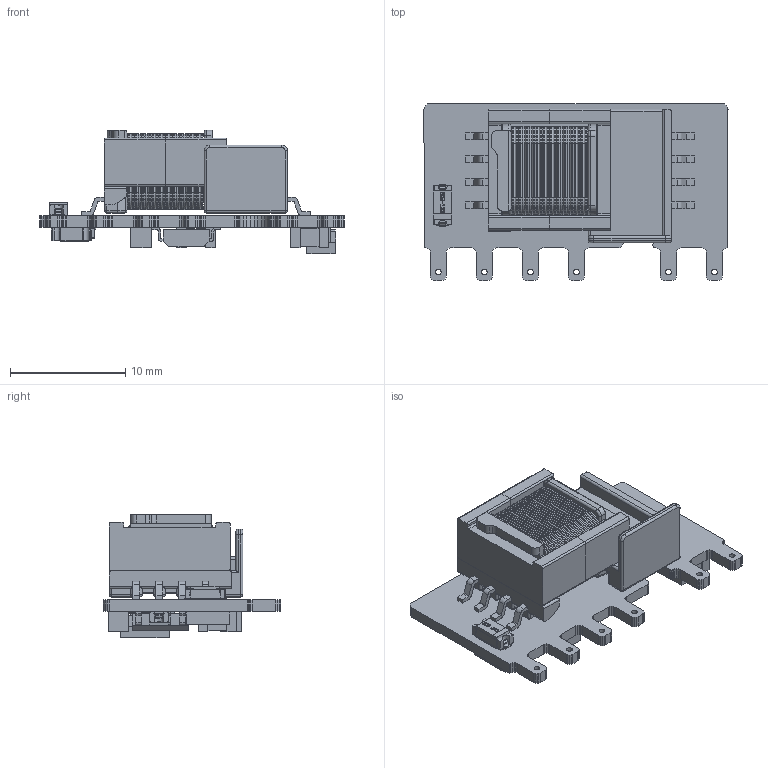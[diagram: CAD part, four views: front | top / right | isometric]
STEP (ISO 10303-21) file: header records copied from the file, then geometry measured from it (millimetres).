
FILE_DESCRIPTION((''),'2;1');
FILE_NAME('LS03-V5-__ASM','2020-06-11T',('eng608'),(''),'PRO/ENGINEER BY PARAMETRIC TECHNOLOGY CORPORATION, 2014000','PRO/ENGINEER BY PARAMETRIC TECHNOLOGY CORPORATION, 2014000','');
FILE_SCHEMA(('CONFIG_CONTROL_DESIGN'));
Products named in the file (51): BOARD; C7_ASM; MANIFOLD_SOLID_BREP_24902; MANIFOLD_SOLID_BREP_25784; MANIFOLD_SOLID_BREP_26666; MANIFOLD_SOLID_BREP_27548; MANIFOLD_SOLID_BREP_28430; MANIFOLD_SOLID_BREP_37140; MANIFOLD_SOLID_BREP_38022; MANIFOLD_SOLID_BREP_38904; MANIFOLD_SOLID_BREP_39786; SO-8_ASM; U1_ASM; C1_ASM; S1206_C; C2_ASM; C3_ASM; C5_ASM; C6_ASM; MANIFOLD_SOLID_BREP_51508; MANIFOLD_SOLID_BREP_52390; MANIFOLD_SOLID_BREP_53272; MANIFOLD_SOLID_BREP_68556; SOD-123_ASM; SMA_SD2010; MIF_SD1575; D1_ASM; A6SF_; D2_ASM; D3_ASM; SRTF1514; D7_ASM; R1_ASM; R2_ASM; R4_ASM; R5_ASM; R6_ASM; R7_ASM; R8_ASM; R11_ASM ...
Assembly tree (78 placements, depth 5):
  LS03-V5-__ASM
    PCB_ASM
      BOARD
      C7_ASM
      U1_ASM
        SO-8_ASM
          MANIFOLD_SOLID_BREP_24902
          MANIFOLD_SOLID_BREP_25784
          MANIFOLD_SOLID_BREP_26666
          MANIFOLD_SOLID_BREP_27548
          MANIFOLD_SOLID_BREP_28430
          MANIFOLD_SOLID_BREP_37140
          MANIFOLD_SOLID_BREP_38022
          MANIFOLD_SOLID_BREP_38904
          MANIFOLD_SOLID_BREP_39786
      C1_ASM
      C2_ASM
        S1206_C
      C3_ASM
      C5_ASM
      C6_ASM
        S1206_C
      D1_ASM
        SOD-123_ASM
          MANIFOLD_SOLID_BREP_51508
          MANIFOLD_SOLID_BREP_52390
          MANIFOLD_SOLID_BREP_53272
          MANIFOLD_SOLID_BREP_68556
        SMA_SD2010
        MIF_SD1575
      D2_ASM
        MIF_SD1575
        SOD-123_ASM
          MANIFOLD_SOLID_BREP_51508
          MANIFOLD_SOLID_BREP_52390
          MANIFOLD_SOLID_BREP_53272
          MANIFOLD_SOLID_BREP_68556
        A6SF_
      D3_ASM
        MIF_SD1575
        SOD-123_ASM
          MANIFOLD_SOLID_BREP_51508
          MANIFOLD_SOLID_BREP_52390
          MANIFOLD_SOLID_BREP_53272
          MANIFOLD_SOLID_BREP_68556
        A6SF_
      D7_ASM
        SRTF1514
      R1_ASM
      R2_ASM
      R4_ASM
        S1206_C
      R5_ASM
      R6_ASM
      R7_ASM
      R8_ASM
      R11_ASM
      R12_ASM
      R10_ASM
      R13_ASM
Bounding box: 26.42 x 15.39 x 10.75 mm (x, y, z)
Volume: 1175 mm3; surface area: 3787.2 mm2
Topology: 57 solids, 57 shells, 3010 faces, 7626 edges, 4758 vertices
Faces by surface type: plane 1543, cylinder 821, torus 374, bspline 230, sphere 38, cone 4
Entity records: 62972 total; most frequent: CARTESIAN_POINT 17455, ORIENTED_EDGE 7478, DIRECTION 7043, EDGE_CURVE 3739, PRESENTATION_STYLE_ASSIGNMENT 2901, VECTOR 2893, LINE 2893, STYLED_ITEM 2777
